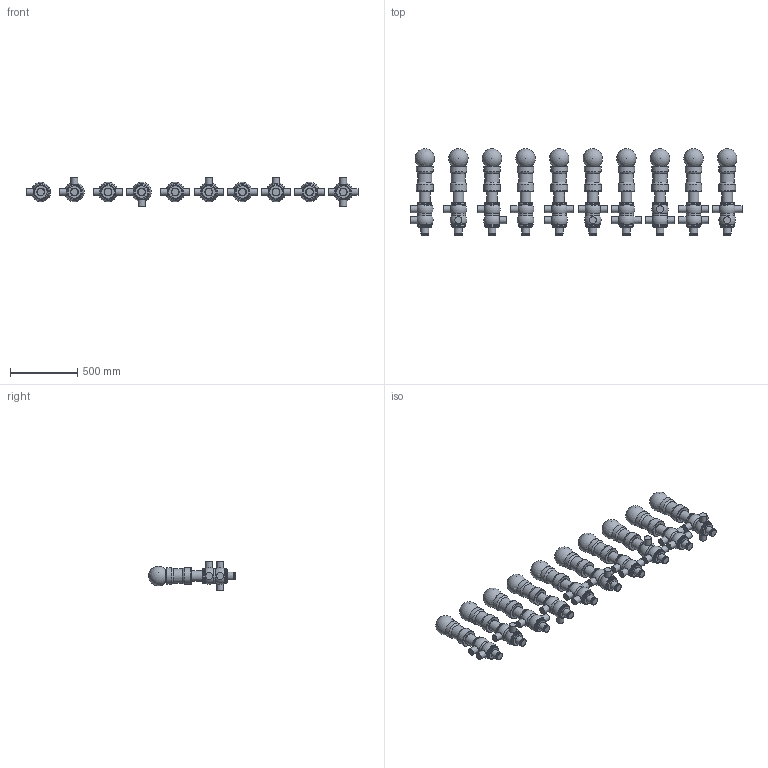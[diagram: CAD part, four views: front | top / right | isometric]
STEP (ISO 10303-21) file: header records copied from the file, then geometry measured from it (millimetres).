
FILE_DESCRIPTION(/* description */ (''),/* implementation_level */ '2;1');
FILE_NAME(/* name */ 'B925-DN050-SAL.stp',/* time_stamp */ '2015-02-10T13:31:28+01:00',/* author */ ('malp-m'),/* organization */ (''),/* preprocessor_version */ 'ST-DEVELOPER v15.6',/* originating_system */ 'Autodesk Inventor 2015',/* authorisation */ '');
FILE_SCHEMA (('AUTOMOTIVE_DESIGN { 1 0 10303 214 3 1 1 }'));
Length unit declared in the file: millimetre
Products named in the file (15): SAGOMA-GIOTTO; ASSEMBL-B925-DN050; Tappo-corpoDN50; B925-DOPPIO-COR-1-0L-DN050-SALD; B925-DOPPIO-COR-1-90L-DN050-SALD; B925-DOPPIO-COR-1-180L-DN050-SALD; B925-DOPPIO-COR-1-270L-DN050-SALD; B925-DOPPIO-COR-2-0LT-DN050-SALD; B925-DOPPIO-COR-2-90LT-DN050-SALD; B925-DOPPIO-COR-3-90TL-DN050-SALD; B925-DOPPIO-COR-4-0TT-DN050-SALD; B925-DOPPIO-COR-4-90TT-DN050-SALD; B925-DOPPIO-COR-3-0TL-DN050-SALD; CIL93-B925; B925-DN050-SAL
Assembly tree (50 placements, depth 2):
  B925-DN050-SAL
    SAGOMA-GIOTTO  x10
    ASSEMBL-B925-DN050  x10
    Tappo-corpoDN50  x10
    B925-DOPPIO-COR-1-0L-DN050-SALD
    B925-DOPPIO-COR-1-90L-DN050-SALD
    B925-DOPPIO-COR-1-180L-DN050-SALD
    B925-DOPPIO-COR-1-270L-DN050-SALD
    B925-DOPPIO-COR-2-0LT-DN050-SALD
    B925-DOPPIO-COR-2-90LT-DN050-SALD
    B925-DOPPIO-COR-3-90TL-DN050-SALD
    B925-DOPPIO-COR-4-0TT-DN050-SALD
    B925-DOPPIO-COR-4-90TT-DN050-SALD
    B925-DOPPIO-COR-3-0TL-DN050-SALD
    CIL93-B925  x10
Bounding box: 2470 x 643.39 x 220 mm (x, y, z)
Volume: 62351779 mm3; surface area: 3520874.2 mm2
Topology: 50 solids, 50 shells, 576 faces, 972 edges, 572 vertices
Faces by surface type: plane 178, cylinder 178, torus 110, cone 80, sphere 30
Full cylindrical faces by diameter (mm): 52 x28, 55 x10, 59 x10, 79 x10, 94 x30, 105 x50, 107 x10, 124 x30
Entity records: 7420 total; most frequent: CARTESIAN_POINT 2304, DIRECTION 1174, AXIS2_PLACEMENT_3D 587, EDGE_LOOP 530, ORIENTED_EDGE 530, ADVANCED_FACE 279, FACE_OUTER_BOUND 278, VERTEX_POINT 265
